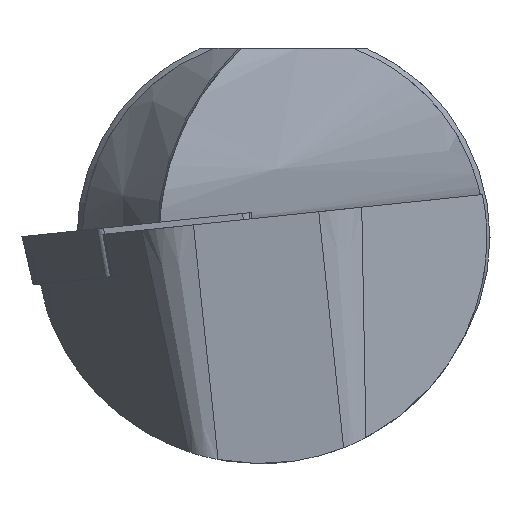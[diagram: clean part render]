
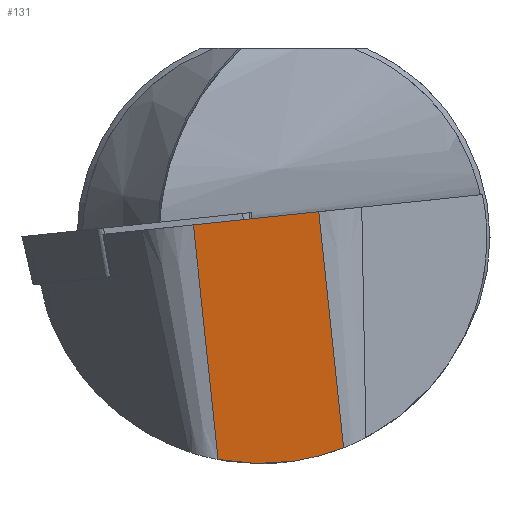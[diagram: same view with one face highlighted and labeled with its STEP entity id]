
A CAD part, left-side view. The second image highlights one B-rep face of the part: STEP entity #131.
In plain terms, the highlighted planar face has unit normal (-0.993, -0.013, -0.121).
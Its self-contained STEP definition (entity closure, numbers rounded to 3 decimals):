
#131=ADVANCED_FACE('',(#191),#168,.T.);
#168=PLANE('',#785);
#191=FACE_OUTER_BOUND('',#231,.T.);
#231=EDGE_LOOP('',(#317,#318,#319,#320));
#269=ELLIPSE('',#784,11.032,10.95);
#317=ORIENTED_EDGE('',*,*,#595,.T.);
#318=ORIENTED_EDGE('',*,*,#596,.T.);
#319=ORIENTED_EDGE('',*,*,#597,.F.);
#320=ORIENTED_EDGE('',*,*,#598,.T.);
#518=VERTEX_POINT('',#1220);
#519=VERTEX_POINT('',#1221);
#520=VERTEX_POINT('',#1223);
#521=VERTEX_POINT('',#1225);
#595=EDGE_CURVE('',#518,#519,#681,.T.);
#596=EDGE_CURVE('',#519,#520,#682,.T.);
#597=EDGE_CURVE('',#521,#520,#683,.T.);
#598=EDGE_CURVE('',#521,#518,#269,.T.);
#681=LINE('',#1219,#729);
#682=LINE('',#1222,#730);
#683=LINE('',#1224,#731);
#729=VECTOR('',#889,1.);
#730=VECTOR('',#890,1.);
#731=VECTOR('',#891,1.);
#784=AXIS2_PLACEMENT_3D('',#1226,#892,#893);
#785=AXIS2_PLACEMENT_3D('',#1227,#894,#895);
#889=DIRECTION('',(-0.122,0.104,0.987));
#890=DIRECTION('',(0.,0.995,-0.105));
#891=DIRECTION('',(-0.122,0.104,0.987));
#892=DIRECTION('',(-0.993,-0.013,-0.121));
#893=DIRECTION('',(0.122,-0.104,-0.987));
#894=DIRECTION('',(-0.993,-0.013,-0.121));
#895=DIRECTION('',(-0.121,0.,0.993));
#1219=CARTESIAN_POINT('',(0.,5.907,1.543));
#1220=CARTESIAN_POINT('',(1.448,4.674,-10.189));
#1221=CARTESIAN_POINT('',(0.037,5.875,1.244));
#1222=CARTESIAN_POINT('',(0.037,7.694,1.053));
#1223=CARTESIAN_POINT('',(0.037,11.941,0.607));
#1224=CARTESIAN_POINT('',(0.,11.973,0.905));
#1225=CARTESIAN_POINT('',(1.439,10.747,-10.754));
#1226=CARTESIAN_POINT('',(0.153,8.683,0.));
#1227=CARTESIAN_POINT('',(0.,11.973,0.905));
